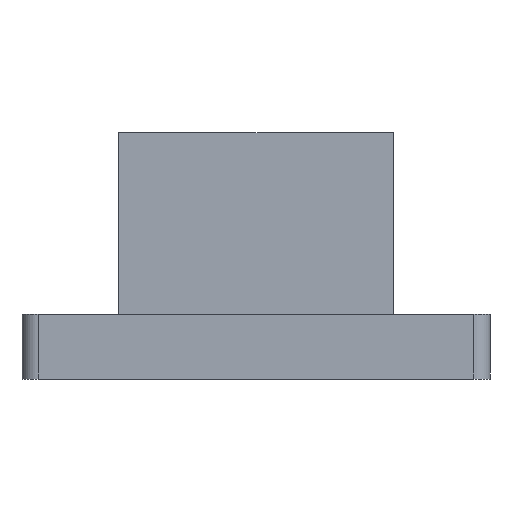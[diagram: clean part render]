
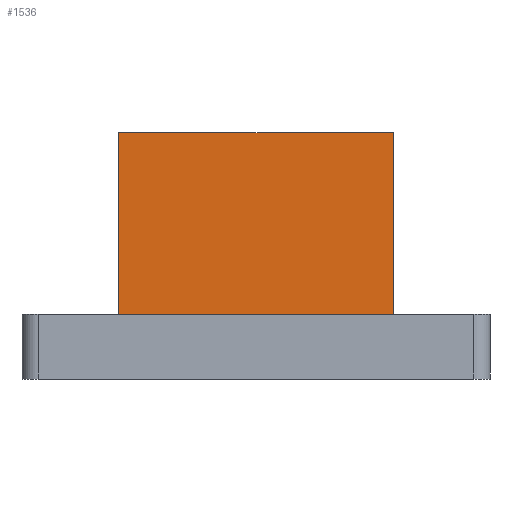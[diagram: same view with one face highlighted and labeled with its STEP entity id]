
A CAD part, left-side view. The second image highlights one B-rep face of the part: STEP entity #1536.
In plain terms, the highlighted face is planar.
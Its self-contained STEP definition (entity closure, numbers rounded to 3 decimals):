
#24 = LINE ( 'NONE', #748, #84 ) ;
#84 = VECTOR ( 'NONE', #2006, 1000. ) ;
#157 = PLANE ( 'NONE',  #189 ) ;
#189 = AXIS2_PLACEMENT_3D ( 'NONE', #1463, #529, #1643 ) ;
#207 = VERTEX_POINT ( 'NONE', #1276 ) ;
#223 = VERTEX_POINT ( 'NONE', #1758 ) ;
#235 = VERTEX_POINT ( 'NONE', #1928 ) ;
#367 = CARTESIAN_POINT ( 'NONE',  ( 23., 4.115, 15.25 ) ) ;
#452 = VECTOR ( 'NONE', #1868, 1000. ) ;
#476 = LINE ( 'NONE', #897, #452 ) ;
#528 = VECTOR ( 'NONE', #1744, 1000. ) ;
#529 = DIRECTION ( 'NONE',  ( 0., 1., 0. ) ) ;
#531 = LINE ( 'NONE', #624, #528 ) ;
#584 = CARTESIAN_POINT ( 'NONE',  ( 6., 4.115, 4. ) ) ;
#624 = CARTESIAN_POINT ( 'NONE',  ( 28., 4.115, 15.25 ) ) ;
#707 = DIRECTION ( 'NONE',  ( 1., 0., 0. ) ) ;
#748 = CARTESIAN_POINT ( 'NONE',  ( 23., 4.115, 39.617 ) ) ;
#814 = LINE ( 'NONE', #584, #826 ) ;
#826 = VECTOR ( 'NONE', #707, 1000. ) ;
#897 = CARTESIAN_POINT ( 'NONE',  ( 6., 4.115, 39.617 ) ) ;
#1027 = EDGE_CURVE ( 'NONE', #235, #207, #814, .T. ) ;
#1241 = ORIENTED_EDGE ( 'NONE', *, *, #1373, .F. ) ;
#1243 = ORIENTED_EDGE ( 'NONE', *, *, #1378, .T. ) ;
#1268 = ORIENTED_EDGE ( 'NONE', *, *, #1380, .T. ) ;
#1270 = ORIENTED_EDGE ( 'NONE', *, *, #1027, .T. ) ;
#1276 = CARTESIAN_POINT ( 'NONE',  ( 23., 4.115, 4. ) ) ;
#1373 = EDGE_CURVE ( 'NONE', #1556, #207, #24, .T. ) ;
#1378 = EDGE_CURVE ( 'NONE', #1556, #223, #531, .T. ) ;
#1380 = EDGE_CURVE ( 'NONE', #223, #235, #476, .T. ) ;
#1463 = CARTESIAN_POINT ( 'NONE',  ( 6., 4.115, 39.617 ) ) ;
#1536 = ADVANCED_FACE ( 'NONE', ( #1844 ), #157, .F. ) ;
#1556 = VERTEX_POINT ( 'NONE', #367 ) ;
#1643 = DIRECTION ( 'NONE',  ( 0., 0., 1. ) ) ;
#1744 = DIRECTION ( 'NONE',  ( -1., 0., 0. ) ) ;
#1758 = CARTESIAN_POINT ( 'NONE',  ( 6., 4.115, 15.25 ) ) ;
#1844 = FACE_OUTER_BOUND ( 'NONE', #1911, .T. ) ;
#1868 = DIRECTION ( 'NONE',  ( 0., 0., -1. ) ) ;
#1911 = EDGE_LOOP ( 'NONE', ( #1241, #1243, #1268, #1270 ) ) ;
#1928 = CARTESIAN_POINT ( 'NONE',  ( 6., 4.115, 4. ) ) ;
#2006 = DIRECTION ( 'NONE',  ( 0., 0., -1. ) ) ;
